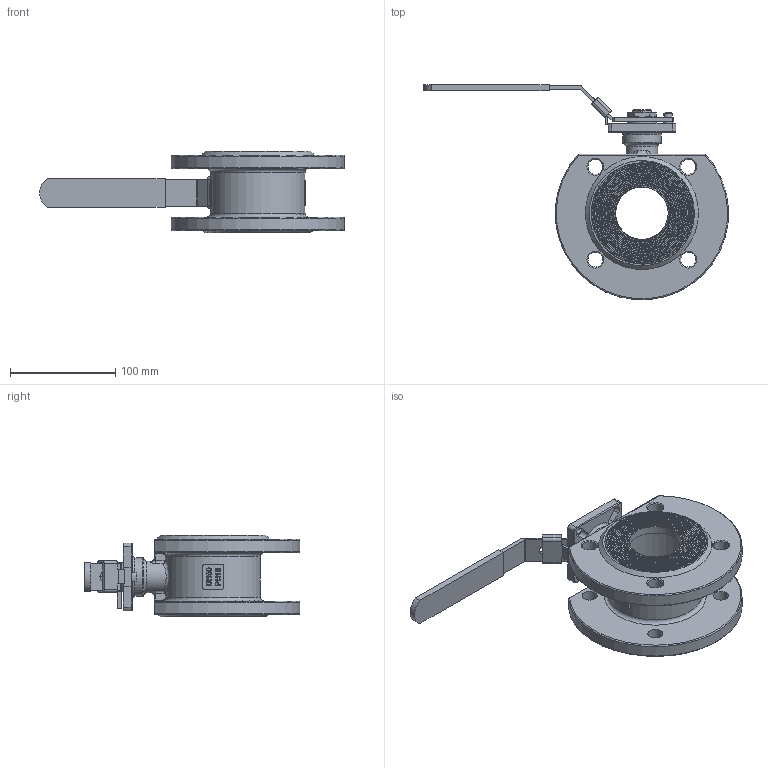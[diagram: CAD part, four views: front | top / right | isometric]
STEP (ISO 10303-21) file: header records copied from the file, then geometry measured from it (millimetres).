
FILE_DESCRIPTION(/* description */ ('Unknown'),/* implementation_level */ '2;1');
FILE_NAME(/* name */ '939-09_(8M.460.050)',/* time_stamp */ '2021-09-10T09:42:51+02:00',/* author */ ('Unknown'),/* organization */ ('Unknown'),/* preprocessor_version */ 'ST-DEVELOPER v16.7',/* originating_system */ 'Solid Edge',/* authorisation */ 'Unknown');
FILE_SCHEMA (('AUTOMOTIVE_DESIGN {1 0 10303 214 3 1 1}'));
Products named in the file (12): 939-09_(8M.460.050); Body; Stem; Plate Washer; Cap; Nut Stopper; Plasti Cover; Small hex thin nuts-Fine pitch thread GB_GB_FASTENER_NUT_SSFNTT B M20
X1.0-N; Lock Device; Small hex thin nuts-Fine pitch thread GB_GB_FASTENER_NUT_SSFNTT B M18
X1.5-N; Stop Pin; Handle
Assembly tree (11 placements, depth 2):
  939-09_(8M.460.050)
    Body
    Stem
    Plate Washer
    Cap
    Nut Stopper
    Plasti Cover
    Small hex thin nuts-Fine pitch thread GB_GB_FASTENER_NUT_SSFNTT B M20
X1.0-N
    Lock Device
    Small hex thin nuts-Fine pitch thread GB_GB_FASTENER_NUT_SSFNTT B M18
X1.5-N
    Stop Pin
    Handle
Bounding box: 290.11 x 204.73 x 77.8 mm (x, y, z)
Volume: 578293 mm3; surface area: 186486.7 mm2
Topology: 12 solids, 12 shells, 858 faces, 2212 edges, 1435 vertices
Faces by surface type: plane 471, bspline 185, cylinder 137, cone 41, torus 24
Full cylindrical faces by diameter (mm): 6 x6, 8 x2, 13.4 x1, 14.2 x8, 16.376 x1, 18 x3, 18.1 x1, 18.5 x1, 18.917 x1, 22.5 x1, 22.7 x1, 23.5 x1, 27.5 x1, 30 x1, 32.5 x1, 37 x1, 50 x2, 72 x2, 78.6 x1, 79 x1, 89 x1, 100.3 x1, 106 x2
Entity records: 61444 total; most frequent: CARTESIAN_POINT 41773, ORIENTED_EDGE 4258, DIRECTION 3335, EDGE_CURVE 2129, VERTEX_POINT 1423, LINE 1273, VECTOR 1273, EDGE_LOOP 1036
